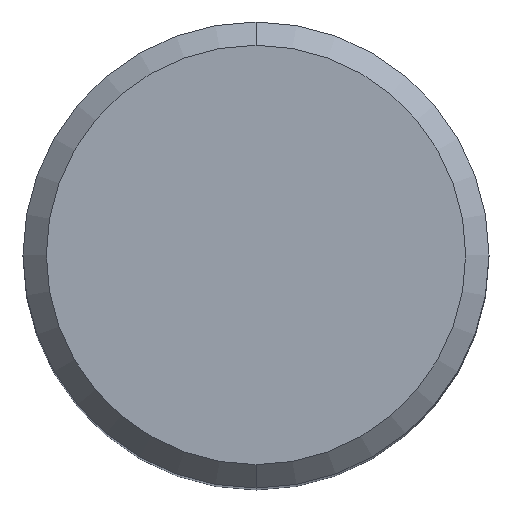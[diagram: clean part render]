
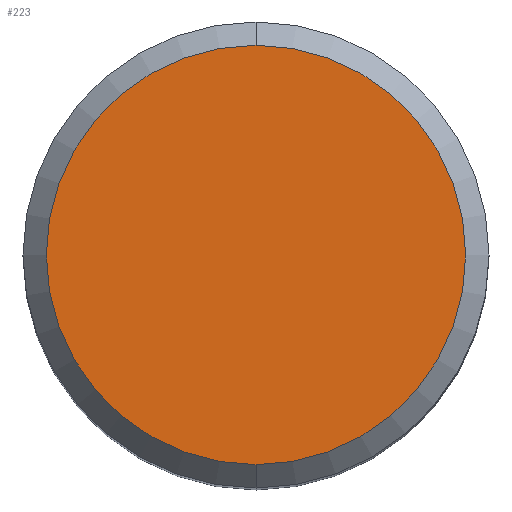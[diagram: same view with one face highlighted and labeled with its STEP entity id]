
A CAD part, top view. The second image highlights one B-rep face of the part: STEP entity #223.
In plain terms, the highlighted planar face has unit normal (0, 0, 1).
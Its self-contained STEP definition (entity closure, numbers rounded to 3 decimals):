
#223=ADVANCED_FACE('',(#534),#535,.T.);
#233=VERTEX_POINT('',#547);
#241=EDGE_CURVE('',#233,#361,#555,.T.);
#335=EDGE_CURVE('',#361,#233,#659,.T.);
#361=VERTEX_POINT('',#687);
#534=FACE_OUTER_BOUND('',#898,.T.);
#535=PLANE('',#899);
#547=CARTESIAN_POINT('',(0.,-9.0,0.0));
#555=CIRCLE('',#996,9.0);
#659=CIRCLE('',#1231,9.0);
#687=CARTESIAN_POINT('',(0.0,9.0,0.0));
#898=EDGE_LOOP('',(#1668,#1669));
#899=AXIS2_PLACEMENT_3D('',#1670,#1671,#1672);
#996=AXIS2_PLACEMENT_3D('',#1694,#1695,#1696);
#1231=AXIS2_PLACEMENT_3D('',#1818,#1819,#1820);
#1668=ORIENTED_EDGE('',*,*,#335,.F.);
#1669=ORIENTED_EDGE('',*,*,#241,.F.);
#1670=CARTESIAN_POINT('',(0.0,4.5,0.0));
#1671=DIRECTION('',(-0.0,0.0,1.0));
#1672=DIRECTION('',(0.0,-1.0,0.0));
#1694=CARTESIAN_POINT('',(0.0,0.0,0.0));
#1695=DIRECTION('',(0.0,0.0,-1.0));
#1696=DIRECTION('',(0.0,1.0,0.0));
#1818=CARTESIAN_POINT('',(0.0,0.0,0.0));
#1819=DIRECTION('',(0.0,0.0,-1.0));
#1820=DIRECTION('',(0.0,1.0,0.0));
